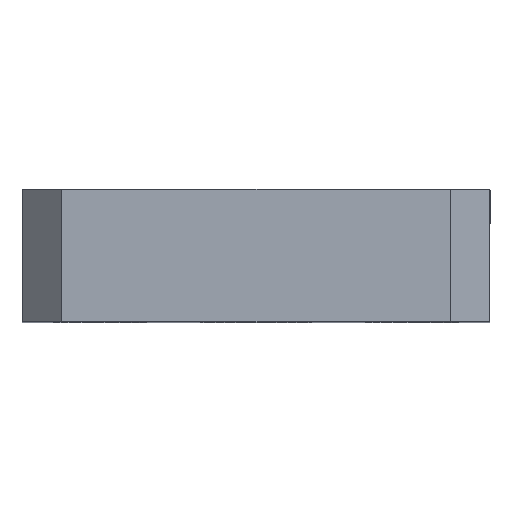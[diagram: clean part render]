
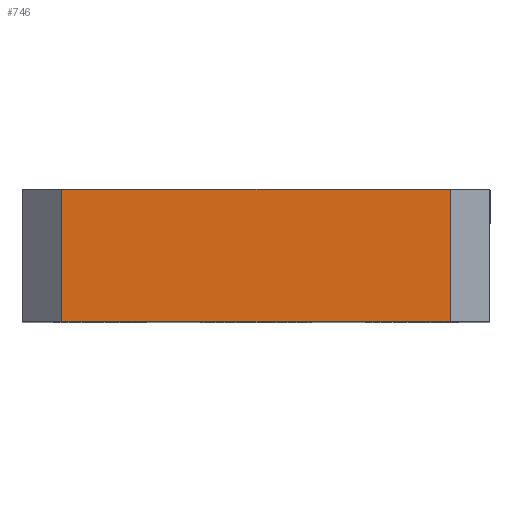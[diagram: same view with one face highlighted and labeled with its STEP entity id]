
A CAD part, top view. The second image highlights one B-rep face of the part: STEP entity #746.
In plain terms, the highlighted planar face has unit normal (0, 0, 1).
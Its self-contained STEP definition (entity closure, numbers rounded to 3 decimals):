
#18 = EDGE_CURVE ( 'NONE', #145, #744, #962, .T. ) ;
#20 = LINE ( 'NONE', #752, #654 ) ;
#44 = VECTOR ( 'NONE', #538, 1000. ) ;
#46 = VERTEX_POINT ( 'NONE', #302 ) ;
#138 = DIRECTION ( 'NONE',  ( 1., 0., 0. ) ) ;
#139 = CARTESIAN_POINT ( 'NONE',  ( 10.605, 6., 10.605 ) ) ;
#145 = VERTEX_POINT ( 'NONE', #287 ) ;
#147 = ORIENTED_EDGE ( 'NONE', *, *, #221, .T. ) ;
#221 = EDGE_CURVE ( 'NONE', #641, #744, #766, .T. ) ;
#280 = ORIENTED_EDGE ( 'NONE', *, *, #18, .F. ) ;
#287 = CARTESIAN_POINT ( 'NONE',  ( -8.805, 6., 10.605 ) ) ;
#302 = CARTESIAN_POINT ( 'NONE',  ( -8.805, 0., 10.605 ) ) ;
#463 = FACE_OUTER_BOUND ( 'NONE', #878, .T. ) ;
#504 = DIRECTION ( 'NONE',  ( -1., 0., 0. ) ) ;
#505 = DIRECTION ( 'NONE',  ( 0., 0., -1. ) ) ;
#509 = CARTESIAN_POINT ( 'NONE',  ( 10.605, 6., 10.605 ) ) ;
#510 = PLANE ( 'NONE',  #691 ) ;
#535 = CARTESIAN_POINT ( 'NONE',  ( 8.805, 6., 10.605 ) ) ;
#538 = DIRECTION ( 'NONE',  ( 1., 0., 0. ) ) ;
#541 = CARTESIAN_POINT ( 'NONE',  ( 10.605, 0., 10.605 ) ) ;
#571 = VECTOR ( 'NONE', #138, 1000. ) ;
#584 = VECTOR ( 'NONE', #610, 1000. ) ;
#585 = DIRECTION ( 'NONE',  ( 0., -1., 0. ) ) ;
#610 = DIRECTION ( 'NONE',  ( 0., 1., 0. ) ) ;
#619 = ORIENTED_EDGE ( 'NONE', *, *, #690, .T. ) ;
#624 = CARTESIAN_POINT ( 'NONE',  ( 8.805, 0., 10.605 ) ) ;
#641 = VERTEX_POINT ( 'NONE', #624 ) ;
#654 = VECTOR ( 'NONE', #585, 1000. ) ;
#690 = EDGE_CURVE ( 'NONE', #46, #641, #697, .T. ) ;
#691 = AXIS2_PLACEMENT_3D ( 'NONE', #509, #505, #504 ) ;
#697 = LINE ( 'NONE', #541, #44 ) ;
#702 = CARTESIAN_POINT ( 'NONE',  ( 8.805, 6., 10.605 ) ) ;
#738 = EDGE_CURVE ( 'NONE', #145, #46, #20, .T. ) ;
#744 = VERTEX_POINT ( 'NONE', #535 ) ;
#746 = ADVANCED_FACE ( 'NONE', ( #463 ), #510, .F. ) ;
#752 = CARTESIAN_POINT ( 'NONE',  ( -8.805, 6., 10.605 ) ) ;
#766 = LINE ( 'NONE', #702, #584 ) ;
#878 = EDGE_LOOP ( 'NONE', ( #280, #924, #619, #147 ) ) ;
#924 = ORIENTED_EDGE ( 'NONE', *, *, #738, .T. ) ;
#962 = LINE ( 'NONE', #139, #571 ) ;
